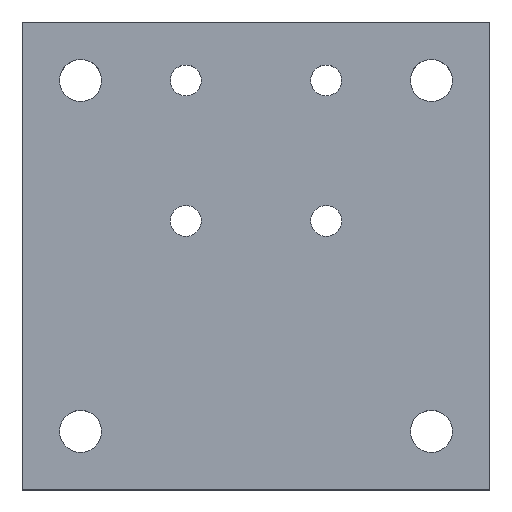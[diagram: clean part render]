
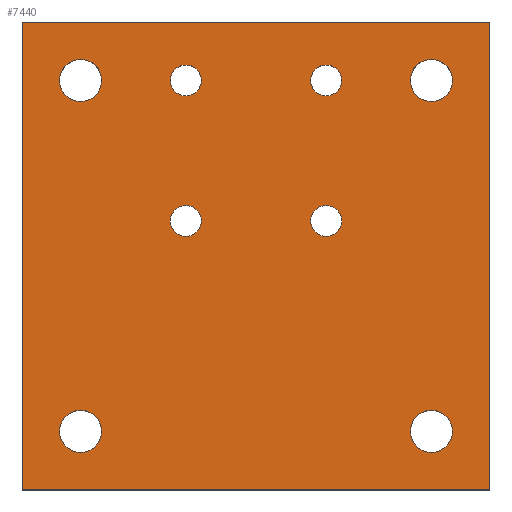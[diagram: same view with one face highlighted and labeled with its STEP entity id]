
A CAD part, top view. The second image highlights one B-rep face of the part: STEP entity #7440.
In plain terms, the highlighted planar face has unit normal (0, 0, 1).
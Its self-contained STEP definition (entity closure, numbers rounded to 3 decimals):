
#780=CARTESIAN_POINT('',(33.3,30.,12.));
#790=VERTEX_POINT('',#780);
#820=CARTESIAN_POINT('',(30.,30.,12.));
#830=DIRECTION('',(0.,0.,1.));
#840=DIRECTION('',(1.,0.,0.));
#850=AXIS2_PLACEMENT_3D('',#820,#830,#840);
#860=CIRCLE('',#850,3.3);
#870=CARTESIAN_POINT('',(26.7,30.,12.));
#880=VERTEX_POINT('',#870);
#890=EDGE_CURVE('',#880,#790,#860,.T.);
#1780=CARTESIAN_POINT('',(33.3,0.,12.));
#1790=VERTEX_POINT('',#1780);
#1820=CARTESIAN_POINT('',(30.,0.,12.));
#1830=DIRECTION('',(0.,0.,1.));
#1840=DIRECTION('',(1.,0.,0.));
#1850=AXIS2_PLACEMENT_3D('',#1820,#1830,#1840);
#1860=CIRCLE('',#1850,3.3);
#1870=CARTESIAN_POINT('',(26.7,0.,12.));
#1880=VERTEX_POINT('',#1870);
#1890=EDGE_CURVE('',#1880,#1790,#1860,.T.);
#2780=CARTESIAN_POINT('',(3.3,30.,12.));
#2790=VERTEX_POINT('',#2780);
#2820=CARTESIAN_POINT('',(0.,30.,12.));
#2830=DIRECTION('',(0.,0.,1.));
#2840=DIRECTION('',(1.,0.,0.));
#2850=AXIS2_PLACEMENT_3D('',#2820,#2830,#2840);
#2860=CIRCLE('',#2850,3.3);
#2870=CARTESIAN_POINT('',(-3.3,30.,12.));
#2880=VERTEX_POINT('',#2870);
#2890=EDGE_CURVE('',#2880,#2790,#2860,.T.);
#3780=CARTESIAN_POINT('',(3.3,0.,12.));
#3790=VERTEX_POINT('',#3780);
#3820=CARTESIAN_POINT('',(0.,0.,12.
));
#3830=DIRECTION('',(0.,0.,1.));
#3840=DIRECTION('',(1.,0.,0.));
#3850=AXIS2_PLACEMENT_3D('',#3820,#3830,#3840);
#3860=CIRCLE('',#3850,3.3);
#3870=CARTESIAN_POINT('',(-3.3,0.,12.));
#3880=VERTEX_POINT('',#3870);
#3890=EDGE_CURVE('',#3880,#3790,#3860,.T.);
#4120=CARTESIAN_POINT('',(57.,30.,12.));
#4130=VERTEX_POINT('',#4120);
#4160=CARTESIAN_POINT('',(52.5,30.,12.));
#4170=DIRECTION('',(0.,0.,1.));
#4180=DIRECTION('',(1.,0.,0.));
#4190=AXIS2_PLACEMENT_3D('',#4160,#4170,#4180);
#4200=CIRCLE('',#4190,4.5);
#4210=CARTESIAN_POINT('',(48.,30.,12.));
#4220=VERTEX_POINT('',#4210);
#4230=EDGE_CURVE('',#4220,#4130,#4200,.T.);
#4540=CARTESIAN_POINT('',(57.,-45.,12.));
#4550=VERTEX_POINT('',#4540);
#4580=CARTESIAN_POINT('',(52.5,-45.,12.));
#4590=DIRECTION('',(0.,0.,1.));
#4600=DIRECTION('',(1.,0.,0.));
#4610=AXIS2_PLACEMENT_3D('',#4580,#4590,#4600);
#4620=CIRCLE('',#4610,4.5);
#4630=CARTESIAN_POINT('',(48.,-45.,12.));
#4640=VERTEX_POINT('',#4630);
#4650=EDGE_CURVE('',#4640,#4550,#4620,.T.);
#4960=CARTESIAN_POINT('',(-18.,30.,12.));
#4970=VERTEX_POINT('',#4960);
#5000=CARTESIAN_POINT('',(-22.5,30.,12.));
#5010=DIRECTION('',(0.,0.,1.));
#5020=DIRECTION('',(1.,0.,0.));
#5030=AXIS2_PLACEMENT_3D('',#5000,#5010,#5020);
#5040=CIRCLE('',#5030,4.5);
#5050=CARTESIAN_POINT('',(-27.,30.,12.));
#5060=VERTEX_POINT('',#5050);
#5070=EDGE_CURVE('',#5060,#4970,#5040,.T.);
#5380=CARTESIAN_POINT('',(-18.,-45.,12.));
#5390=VERTEX_POINT('',#5380);
#5420=CARTESIAN_POINT('',(-22.5,-45.,12.));
#5430=DIRECTION('',(0.,0.,1.));
#5440=DIRECTION('',(1.,0.,0.));
#5450=AXIS2_PLACEMENT_3D('',#5420,#5430,#5440);
#5460=CIRCLE('',#5450,4.5);
#5470=CARTESIAN_POINT('',(-27.,-45.,12.));
#5480=VERTEX_POINT('',#5470);
#5490=EDGE_CURVE('',#5480,#5390,#5460,.T.);
#5740=CARTESIAN_POINT('',(0.,42.5,12.));
#5750=DIRECTION('',(-1.,0.,0.));
#5760=VECTOR('',#5750,1.);
#5770=LINE('',#5740,#5760);
#5780=CARTESIAN_POINT('',(65.,42.5,12.));
#5790=VERTEX_POINT('',#5780);
#5800=CARTESIAN_POINT('',(-35.,42.5,12.));
#5810=VERTEX_POINT('',#5800);
#5820=EDGE_CURVE('',#5790,#5810,#5770,.T.);
#6140=CARTESIAN_POINT('',(-35.,0.,12.));
#6150=DIRECTION('',(0.,-1.,0.));
#6160=VECTOR('',#6150,1.);
#6170=LINE('',#6140,#6160);
#6180=CARTESIAN_POINT('',(-35.,-57.5,12.));
#6190=VERTEX_POINT('',#6180);
#6200=EDGE_CURVE('',#5810,#6190,#6170,.T.);
#6490=CARTESIAN_POINT('',(65.,-57.5,12.));
#6500=VERTEX_POINT('',#6490);
#6620=CARTESIAN_POINT('',(0.,-57.5,12.));
#6630=DIRECTION('',(1.,0.,0.));
#6640=VECTOR('',#6630,1.);
#6650=LINE('',#6620,#6640);
#6660=EDGE_CURVE('',#6190,#6500,#6650,.T.);
#6840=CARTESIAN_POINT('',(65.,0.,12.));
#6850=DIRECTION('',(0.,1.,0.));
#6860=VECTOR('',#6850,1.);
#6870=LINE('',#6840,#6860);
#6880=EDGE_CURVE('',#6500,#5790,#6870,.T.);
#6930=CARTESIAN_POINT('',(-33.5,-56.,12.));
#6940=DIRECTION('',(0.,0.,1.));
#6950=DIRECTION('',(1.,0.,0.));
#6960=AXIS2_PLACEMENT_3D('',#6930,#6940,#6950);
#6970=PLANE('',#6960);
#6980=EDGE_CURVE('',#2790,#2880,#2860,.T.);
#6990=ORIENTED_EDGE('',*,*,#6980,.F.);
#7000=ORIENTED_EDGE('',*,*,#2890,.F.);
#7010=EDGE_LOOP('',(#7000,#6990));
#7020=FACE_BOUND('',#7010,.T.);
#7030=EDGE_CURVE('',#790,#880,#860,.T.);
#7040=ORIENTED_EDGE('',*,*,#7030,.F.);
#7050=ORIENTED_EDGE('',*,*,#890,.F.);
#7060=EDGE_LOOP('',(#7050,#7040));
#7070=FACE_BOUND('',#7060,.T.);
#7080=ORIENTED_EDGE('',*,*,#4230,.F.);
#7090=EDGE_CURVE('',#4130,#4220,#4200,.T.);
#7100=ORIENTED_EDGE('',*,*,#7090,.F.);
#7110=EDGE_LOOP('',(#7100,#7080));
#7120=FACE_BOUND('',#7110,.T.);
#7130=EDGE_CURVE('',#4550,#4640,#4620,.T.);
#7140=ORIENTED_EDGE('',*,*,#7130,.F.);
#7150=ORIENTED_EDGE('',*,*,#4650,.F.);
#7160=EDGE_LOOP('',(#7150,#7140));
#7170=FACE_BOUND('',#7160,.T.);
#7180=EDGE_CURVE('',#4970,#5060,#5040,.T.);
#7190=ORIENTED_EDGE('',*,*,#7180,.F.);
#7200=ORIENTED_EDGE('',*,*,#5070,.F.);
#7210=EDGE_LOOP('',(#7200,#7190));
#7220=FACE_BOUND('',#7210,.T.);
#7230=ORIENTED_EDGE('',*,*,#5490,.F.);
#7240=EDGE_CURVE('',#5390,#5480,#5460,.T.);
#7250=ORIENTED_EDGE('',*,*,#7240,.F.);
#7260=EDGE_LOOP('',(#7250,#7230));
#7270=FACE_BOUND('',#7260,.T.);
#7280=EDGE_CURVE('',#1790,#1880,#1860,.T.);
#7290=ORIENTED_EDGE('',*,*,#7280,.F.);
#7300=ORIENTED_EDGE('',*,*,#1890,.F.);
#7310=EDGE_LOOP('',(#7300,#7290));
#7320=FACE_BOUND('',#7310,.T.);
#7330=EDGE_CURVE('',#3790,#3880,#3860,.T.);
#7340=ORIENTED_EDGE('',*,*,#7330,.F.);
#7350=ORIENTED_EDGE('',*,*,#3890,.F.);
#7360=EDGE_LOOP('',(#7350,#7340));
#7370=FACE_BOUND('',#7360,.T.);
#7380=ORIENTED_EDGE('',*,*,#6880,.T.);
#7390=ORIENTED_EDGE('',*,*,#6660,.T.);
#7400=ORIENTED_EDGE('',*,*,#6200,.T.);
#7410=ORIENTED_EDGE('',*,*,#5820,.T.);
#7420=EDGE_LOOP('',(#7410,#7400,#7390,#7380));
#7430=FACE_OUTER_BOUND('',#7420,.T.);
#7440=ADVANCED_FACE('',(#7020,#7070,#7120,#7170,#7220,#7270,#7320,#7370,
#7430),#6970,.T.);
